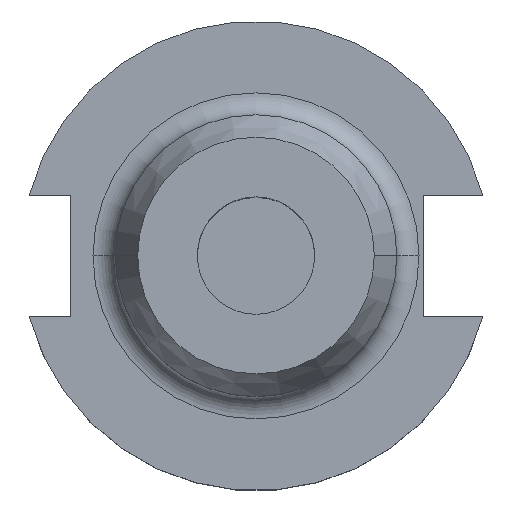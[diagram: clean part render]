
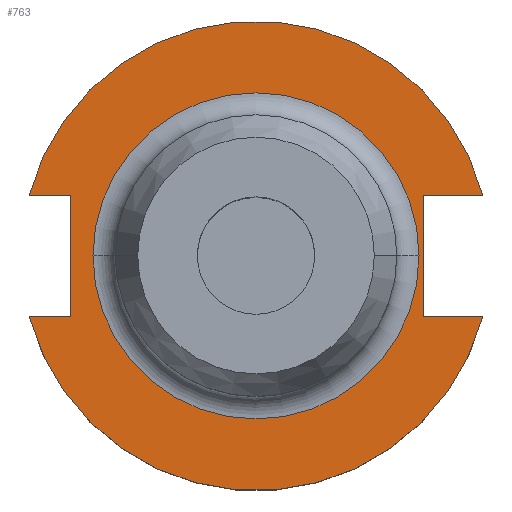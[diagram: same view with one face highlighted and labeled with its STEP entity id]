
A CAD part, top view. The second image highlights one B-rep face of the part: STEP entity #763.
In plain terms, the highlighted planar face has unit normal (0, 0, 1).
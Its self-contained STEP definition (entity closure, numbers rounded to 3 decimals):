
#3 = CIRCLE ( 'NONE', #556, 22.05 ) ;
#5 = DIRECTION ( 'NONE',  ( -1., 0., 0. ) ) ;
#13 = DIRECTION ( 'NONE',  ( 1., 0., 0. ) ) ;
#59 = LINE ( 'NONE', #1431, #81 ) ;
#73 = VECTOR ( 'NONE', #1321, 1000. ) ;
#74 = LINE ( 'NONE', #1306, #73 ) ;
#81 = VECTOR ( 'NONE', #13, 1000. ) ;
#122 = DIRECTION ( 'NONE',  ( 1., 0., 0. ) ) ;
#123 = FACE_OUTER_BOUND ( 'NONE', #583, .T. ) ;
#128 = FACE_BOUND ( 'NONE', #1496, .T. ) ;
#139 = AXIS2_PLACEMENT_3D ( 'NONE', #840, #804, #677 ) ;
#158 = DIRECTION ( 'NONE',  ( 0., -1., 0. ) ) ;
#194 = CARTESIAN_POINT ( 'NONE',  ( -25.091, 8.191, 19.05 ) ) ;
#207 = CARTESIAN_POINT ( 'NONE',  ( -30.675, -8.191, 19.05 ) ) ;
#242 = EDGE_CURVE ( 'NONE', #928, #522, #341, .T. ) ;
#251 = CIRCLE ( 'NONE', #397, 31.75 ) ;
#282 = VECTOR ( 'NONE', #676, 1000. ) ;
#283 = CIRCLE ( 'NONE', #1518, 31.75 ) ;
#289 = LINE ( 'NONE', #615, #282 ) ;
#333 = DIRECTION ( 'NONE',  ( 0., 0., 1. ) ) ;
#338 = VECTOR ( 'NONE', #158, 1000. ) ;
#341 = LINE ( 'NONE', #194, #338 ) ;
#354 = CARTESIAN_POINT ( 'NONE',  ( -30.675, 8.191, 19.05 ) ) ;
#371 = EDGE_CURVE ( 'NONE', #925, #473, #289, .T. ) ;
#386 = EDGE_CURVE ( 'NONE', #1165, #1437, #283, .T. ) ;
#390 = CARTESIAN_POINT ( 'NONE',  ( 0., -8.192, 19.05 ) ) ;
#397 = AXIS2_PLACEMENT_3D ( 'NONE', #1163, #333, #122 ) ;
#408 = CARTESIAN_POINT ( 'NONE',  ( 0., 8.191, 19.05 ) ) ;
#410 = CARTESIAN_POINT ( 'NONE',  ( 30.675, 8.191, 19.05 ) ) ;
#414 = EDGE_CURVE ( 'NONE', #1199, #1367, #251, .T. ) ;
#426 = DIRECTION ( 'NONE',  ( 0., 0., -1. ) ) ;
#457 = VECTOR ( 'NONE', #5, 1000. ) ;
#463 = CARTESIAN_POINT ( 'NONE',  ( 0., 0., 19.05 ) ) ;
#473 = VERTEX_POINT ( 'NONE', #559 ) ;
#492 = VECTOR ( 'NONE', #741, 1000. ) ;
#522 = VERTEX_POINT ( 'NONE', #631 ) ;
#556 = AXIS2_PLACEMENT_3D ( 'NONE', #463, #426, #898 ) ;
#559 = CARTESIAN_POINT ( 'NONE',  ( 22.606, 8.191, 19.05 ) ) ;
#574 = CARTESIAN_POINT ( 'NONE',  ( -22.05, 0., 19.05 ) ) ;
#583 = EDGE_LOOP ( 'NONE', ( #1271, #1014, #699, #1183, #817, #854, #1502, #1092 ) ) ;
#615 = CARTESIAN_POINT ( 'NONE',  ( 22.606, 19.05, 19.05 ) ) ;
#631 = CARTESIAN_POINT ( 'NONE',  ( -25.091, -8.191, 19.05 ) ) ;
#676 = DIRECTION ( 'NONE',  ( 0., 1., 0. ) ) ;
#677 = DIRECTION ( 'NONE',  ( -1., 0., 0. ) ) ;
#699 = ORIENTED_EDGE ( 'NONE', *, *, #386, .T. ) ;
#740 = PLANE ( 'NONE',  #1086 ) ;
#741 = DIRECTION ( 'NONE',  ( 1., 0., 0. ) ) ;
#763 = ADVANCED_FACE ( 'NONE', ( #128, #123 ), #740, .F. ) ;
#777 = ORIENTED_EDGE ( 'NONE', *, *, #1172, .T. ) ;
#804 = DIRECTION ( 'NONE',  ( 0., 0., -1. ) ) ;
#817 = ORIENTED_EDGE ( 'NONE', *, *, #371, .T. ) ;
#822 = DIRECTION ( 'NONE',  ( -1., 0., 0. ) ) ;
#840 = CARTESIAN_POINT ( 'NONE',  ( 0., 0., 19.05 ) ) ;
#854 = ORIENTED_EDGE ( 'NONE', *, *, #1472, .F. ) ;
#896 = DIRECTION ( 'NONE',  ( 1., 0., 0. ) ) ;
#898 = DIRECTION ( 'NONE',  ( -1., 0., 0. ) ) ;
#909 = EDGE_CURVE ( 'NONE', #1165, #522, #74, .T. ) ;
#918 = EDGE_CURVE ( 'NONE', #1367, #928, #59, .T. ) ;
#925 = VERTEX_POINT ( 'NONE', #1325 ) ;
#928 = VERTEX_POINT ( 'NONE', #1445 ) ;
#969 = CARTESIAN_POINT ( 'NONE',  ( 0., 19.05, 19.05 ) ) ;
#971 = DIRECTION ( 'NONE',  ( 0., 0., -1. ) ) ;
#992 = VERTEX_POINT ( 'NONE', #1450 ) ;
#1014 = ORIENTED_EDGE ( 'NONE', *, *, #909, .F. ) ;
#1025 = EDGE_CURVE ( 'NONE', #992, #1255, #3, .T. ) ;
#1086 = AXIS2_PLACEMENT_3D ( 'NONE', #969, #971, #822 ) ;
#1092 = ORIENTED_EDGE ( 'NONE', *, *, #918, .T. ) ;
#1148 = CIRCLE ( 'NONE', #139, 22.05 ) ;
#1163 = CARTESIAN_POINT ( 'NONE',  ( 0., 0., 19.05 ) ) ;
#1165 = VERTEX_POINT ( 'NONE', #207 ) ;
#1172 = EDGE_CURVE ( 'NONE', #1255, #992, #1148, .T. ) ;
#1177 = ORIENTED_EDGE ( 'NONE', *, *, #1025, .T. ) ;
#1183 = ORIENTED_EDGE ( 'NONE', *, *, #1381, .F. ) ;
#1187 = LINE ( 'NONE', #408, #457 ) ;
#1199 = VERTEX_POINT ( 'NONE', #410 ) ;
#1255 = VERTEX_POINT ( 'NONE', #574 ) ;
#1271 = ORIENTED_EDGE ( 'NONE', *, *, #242, .T. ) ;
#1289 = CARTESIAN_POINT ( 'NONE',  ( 0., 0., 19.05 ) ) ;
#1306 = CARTESIAN_POINT ( 'NONE',  ( -61.091, -8.191, 19.05 ) ) ;
#1321 = DIRECTION ( 'NONE',  ( 1., 0., 0. ) ) ;
#1325 = CARTESIAN_POINT ( 'NONE',  ( 22.606, -8.191, 19.05 ) ) ;
#1357 = LINE ( 'NONE', #390, #492 ) ;
#1367 = VERTEX_POINT ( 'NONE', #354 ) ;
#1381 = EDGE_CURVE ( 'NONE', #925, #1437, #1357, .T. ) ;
#1382 = CARTESIAN_POINT ( 'NONE',  ( 30.675, -8.191, 19.05 ) ) ;
#1398 = DIRECTION ( 'NONE',  ( 0., 0., 1. ) ) ;
#1431 = CARTESIAN_POINT ( 'NONE',  ( -61.091, 8.191, 19.05 ) ) ;
#1437 = VERTEX_POINT ( 'NONE', #1382 ) ;
#1445 = CARTESIAN_POINT ( 'NONE',  ( -25.091, 8.191, 19.05 ) ) ;
#1450 = CARTESIAN_POINT ( 'NONE',  ( 22.05, 0., 19.05 ) ) ;
#1472 = EDGE_CURVE ( 'NONE', #1199, #473, #1187, .T. ) ;
#1496 = EDGE_LOOP ( 'NONE', ( #777, #1177 ) ) ;
#1502 = ORIENTED_EDGE ( 'NONE', *, *, #414, .T. ) ;
#1518 = AXIS2_PLACEMENT_3D ( 'NONE', #1289, #1398, #896 ) ;
